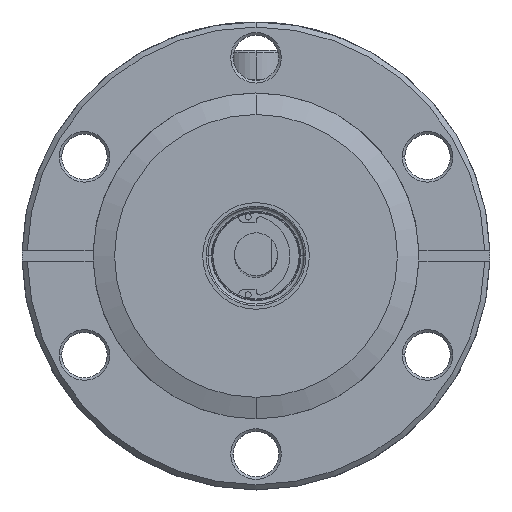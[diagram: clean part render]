
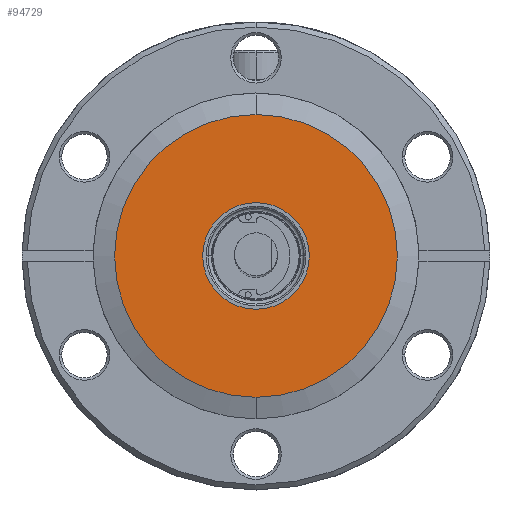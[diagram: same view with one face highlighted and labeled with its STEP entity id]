
A CAD part, top view. The second image highlights one B-rep face of the part: STEP entity #94729.
In plain terms, the highlighted planar face has unit normal (0, 0, 1).
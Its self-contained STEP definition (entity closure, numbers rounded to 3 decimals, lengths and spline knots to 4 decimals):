
#2866 = ORIENTED_EDGE ( 'NONE', *, *, #26203, .T. ) ;
#9880 = FACE_OUTER_BOUND ( 'NONE', #63017, .T. ) ;
#9890 = FACE_BOUND ( 'NONE', #63474, .T. ) ;
#19414 = CARTESIAN_POINT ( 'NONE',  ( 0., 0., -0.1295 ) ) ;
#19415 = DIRECTION ( 'NONE',  ( 0., 0., -1. ) ) ;
#19416 = DIRECTION ( 'NONE',  ( 1., 0., 0. ) ) ;
#19463 = CARTESIAN_POINT ( 'NONE',  ( 0., 0., -0.1295 ) ) ;
#19464 = DIRECTION ( 'NONE',  ( 0., 0., 1. ) ) ;
#19465 = DIRECTION ( 'NONE',  ( -1., 0., 0. ) ) ;
#22196 = AXIS2_PLACEMENT_3D ( 'NONE', #19414, #19415, #19416 ) ;
#22214 = AXIS2_PLACEMENT_3D ( 'NONE', #19463, #19464, #19465 ) ;
#26182 = EDGE_CURVE ( 'NONE', #91926, #92096, #58814, .T. ) ;
#26203 = EDGE_CURVE ( 'NONE', #92086, #91887, #58831, .T. ) ;
#32435 = EDGE_CURVE ( 'NONE', #91887, #92086, #98467, .T. ) ;
#32448 = EDGE_CURVE ( 'NONE', #92096, #91926, #98513, .T. ) ;
#33023 = AXIS2_PLACEMENT_3D ( 'NONE', #51868, #51869, #51870 ) ;
#33025 = AXIS2_PLACEMENT_3D ( 'NONE', #51895, #51896, #51897 ) ;
#36874 = ORIENTED_EDGE ( 'NONE', *, *, #26182, .T. ) ;
#40060 = CARTESIAN_POINT ( 'NONE',  ( -2.0955, 0., -0.1295 ) ) ;
#40062 = PLANE ( 'NONE',  #87306 ) ;
#40073 = DIRECTION ( 'NONE',  ( 0., 0., 1. ) ) ;
#40075 = DIRECTION ( 'NONE',  ( 1., 0., 0. ) ) ;
#51868 = CARTESIAN_POINT ( 'NONE',  ( 0., 0., -0.1295 ) ) ;
#51869 = DIRECTION ( 'NONE',  ( 0., 0., 1. ) ) ;
#51870 = DIRECTION ( 'NONE',  ( -1., 0., 0. ) ) ;
#51895 = CARTESIAN_POINT ( 'NONE',  ( 0., 0., -0.1295 ) ) ;
#51896 = DIRECTION ( 'NONE',  ( 0., 0., -1. ) ) ;
#51897 = DIRECTION ( 'NONE',  ( 1., 0., 0. ) ) ;
#58814 = CIRCLE ( 'NONE', #33023, 2.0955 ) ;
#58831 = CIRCLE ( 'NONE', #33025, 0.7899 ) ;
#63017 = EDGE_LOOP ( 'NONE', ( #98820, #36874 ) ) ;
#63474 = EDGE_LOOP ( 'NONE', ( #98773, #2866 ) ) ;
#74100 = CARTESIAN_POINT ( 'NONE',  ( 0.7899, 0., -0.1295 ) ) ;
#74172 = CARTESIAN_POINT ( 'NONE',  ( 2.0955, 0., -0.1295 ) ) ;
#74470 = CARTESIAN_POINT ( 'NONE',  ( -0.7899, 0., -0.1295 ) ) ;
#74488 = CARTESIAN_POINT ( 'NONE',  ( -2.0955, 0., -0.1295 ) ) ;
#87306 = AXIS2_PLACEMENT_3D ( 'NONE', #40060, #40073, #40075 ) ;
#91887 = VERTEX_POINT ( 'NONE', #74100 ) ;
#91926 = VERTEX_POINT ( 'NONE', #74172 ) ;
#92086 = VERTEX_POINT ( 'NONE', #74470 ) ;
#92096 = VERTEX_POINT ( 'NONE', #74488 ) ;
#94729 = ADVANCED_FACE ( 'NONE', ( #9880, #9890 ), #40062, .T. ) ;
#98467 = CIRCLE ( 'NONE', #22196, 0.7899 ) ;
#98513 = CIRCLE ( 'NONE', #22214, 2.0955 ) ;
#98773 = ORIENTED_EDGE ( 'NONE', *, *, #32435, .T. ) ;
#98820 = ORIENTED_EDGE ( 'NONE', *, *, #32448, .T. ) ;
